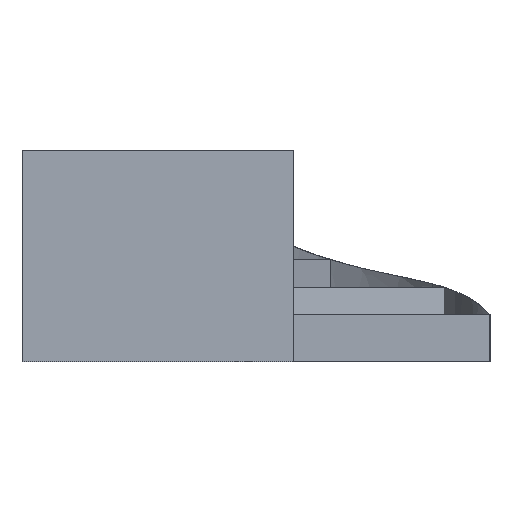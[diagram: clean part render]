
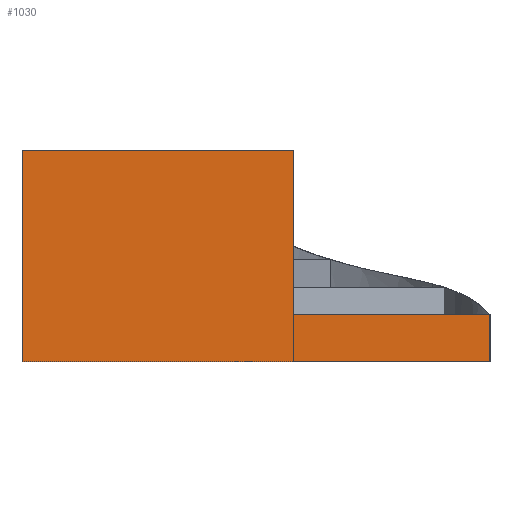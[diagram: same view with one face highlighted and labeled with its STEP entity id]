
A CAD part, left-side view. The second image highlights one B-rep face of the part: STEP entity #1030.
In plain terms, the highlighted planar face has unit normal (-1, 0, 0).
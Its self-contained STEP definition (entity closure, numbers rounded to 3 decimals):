
#133=FACE_OUTER_BOUND('',#192,.T.);
#192=EDGE_LOOP('',(#858,#859,#860,#861,#862,#863));
#278=LINE('',#1553,#407);
#281=LINE('',#1558,#410);
#286=LINE('',#1580,#415);
#288=LINE('',#1585,#417);
#290=LINE('',#1589,#419);
#291=LINE('',#1590,#420);
#407=VECTOR('',#1273,240.);
#410=VECTOR('',#1278,1000.);
#415=VECTOR('',#1295,840.);
#417=VECTOR('',#1299,2386.017);
#419=VECTOR('',#1303,1386.017);
#420=VECTOR('',#1304,1080.);
#521=VERTEX_POINT('',#1550);
#522=VERTEX_POINT('',#1552);
#523=VERTEX_POINT('',#1556);
#528=VERTEX_POINT('',#1578);
#530=VERTEX_POINT('',#1584);
#531=VERTEX_POINT('',#1588);
#632=EDGE_CURVE('',#522,#521,#278,.T.);
#635=EDGE_CURVE('',#523,#521,#281,.T.);
#644=EDGE_CURVE('',#523,#528,#286,.T.);
#646=EDGE_CURVE('',#522,#530,#288,.T.);
#648=EDGE_CURVE('',#531,#528,#290,.T.);
#649=EDGE_CURVE('',#530,#531,#291,.T.);
#858=ORIENTED_EDGE('',*,*,#648,.F.);
#859=ORIENTED_EDGE('',*,*,#649,.F.);
#860=ORIENTED_EDGE('',*,*,#646,.F.);
#861=ORIENTED_EDGE('',*,*,#632,.T.);
#862=ORIENTED_EDGE('',*,*,#635,.F.);
#863=ORIENTED_EDGE('',*,*,#644,.T.);
#981=PLANE('',#1100);
#1030=ADVANCED_FACE('',(#133),#981,.T.);
#1100=AXIS2_PLACEMENT_3D('',#1587,#1301,#1302);
#1273=DIRECTION('',(0.,0.,1.));
#1278=DIRECTION('',(0.,-1.,0.));
#1295=DIRECTION('',(0.,0.,1.));
#1299=DIRECTION('',(0.,1.,0.));
#1301=DIRECTION('center_axis',(-1.,0.,0.));
#1302=DIRECTION('ref_axis',(0.,-1.,0.));
#1303=DIRECTION('',(0.,-1.,0.));
#1304=DIRECTION('',(0.,0.,1.));
#1550=CARTESIAN_POINT('',(-5.,-1000.,140.));
#1552=CARTESIAN_POINT('',(-5.,-1000.,-100.));
#1553=CARTESIAN_POINT('',(-5.,-1000.,0.));
#1556=CARTESIAN_POINT('',(-5.,0.,140.));
#1558=CARTESIAN_POINT('',(-5.,0.,140.));
#1578=CARTESIAN_POINT('',(-5.,0.,980.));
#1580=CARTESIAN_POINT('',(-5.,0.,0.));
#1584=CARTESIAN_POINT('',(-5.,1386.017,-100.));
#1585=CARTESIAN_POINT('',(-5.,0.,-100.));
#1587=CARTESIAN_POINT('Origin',(-5.,1386.017,0.));
#1588=CARTESIAN_POINT('',(-5.,1386.017,980.));
#1589=CARTESIAN_POINT('',(-5.,1386.017,980.));
#1590=CARTESIAN_POINT('',(-5.,1386.017,0.));
